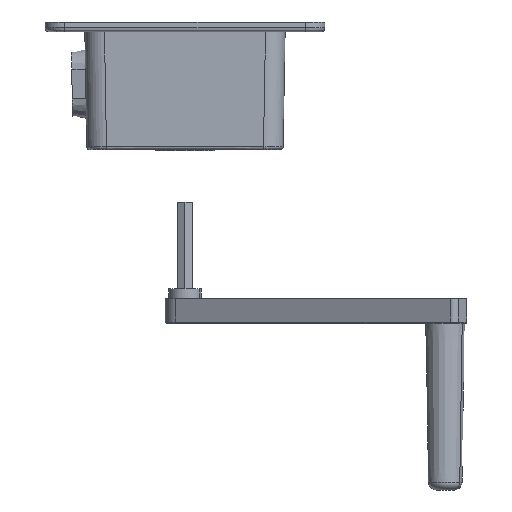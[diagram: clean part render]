
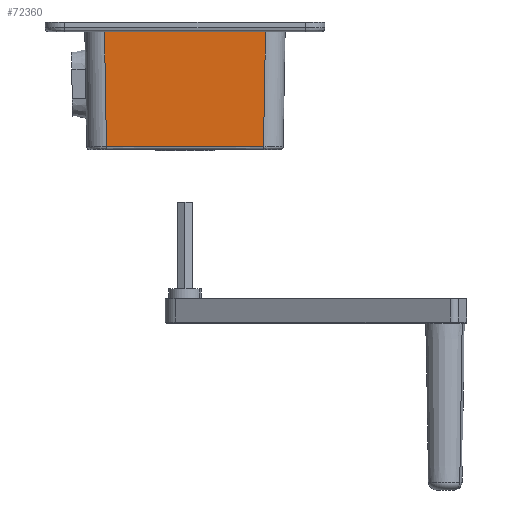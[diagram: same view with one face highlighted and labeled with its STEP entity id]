
A CAD part, left-side view. The second image highlights one B-rep face of the part: STEP entity #72360.
In plain terms, the highlighted face is planar.
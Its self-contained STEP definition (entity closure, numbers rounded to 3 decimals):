
#27510=CARTESIAN_POINT('',(44.,41.002,0.));
#27520=VERTEX_POINT('',#27510);
#28040=CARTESIAN_POINT('',(44.,-41.002,0.));
#28050=VERTEX_POINT('',#28040);
#28080=CARTESIAN_POINT('',(44.,0.,0.));
#28090=DIRECTION('',(0.,1.,0.));
#28100=VECTOR('',#28090,1.);
#28110=LINE('',#28080,#28100);
#28120=EDGE_CURVE('',#28050,#27520,#28110,.T.);
#72060=CARTESIAN_POINT('',(44.,51.,0.));
#72070=DIRECTION('',(1.,0.,0.017));
#72080=DIRECTION('',(0.,-1.,0.));
#72090=AXIS2_PLACEMENT_3D('',#72060,#72070,#72080);
#72100=PLANE('',#72090);
#72110=CARTESIAN_POINT('',(43.997,40.998,
0.175));
#72120=DIRECTION('',(0.017,0.017,
-1.));
#72130=VECTOR('',#72120,1.);
#72140=LINE('',#72110,#72130);
#72150=CARTESIAN_POINT('',(42.978,39.98,
58.526));
#72160=VERTEX_POINT('',#72150);
#72170=EDGE_CURVE('',#72160,#27520,#72140,.T.);
#72180=ORIENTED_EDGE('',*,*,#72170,.F.);
#72190=ORIENTED_EDGE('',*,*,#28120,.T.);
#72200=CARTESIAN_POINT('',(43.997,-40.998,
0.175));
#72210=DIRECTION('',(0.017,-0.017,
-1.));
#72220=VECTOR('',#72210,1.);
#72230=LINE('',#72200,#72220);
#72240=CARTESIAN_POINT('',(42.978,-39.98,
58.526));
#72250=VERTEX_POINT('',#72240);
#72260=EDGE_CURVE('',#72250,#28050,#72230,.T.);
#72270=ORIENTED_EDGE('',*,*,#72260,.T.);
#72280=CARTESIAN_POINT('',(42.978,0.,58.526));
#72290=DIRECTION('',(0.,-1.,0.));
#72300=VECTOR('',#72290,1.);
#72310=LINE('',#72280,#72300);
#72320=EDGE_CURVE('',#72160,#72250,#72310,.T.);
#72330=ORIENTED_EDGE('',*,*,#72320,.T.);
#72340=EDGE_LOOP('',(#72330,#72270,#72190,#72180));
#72350=FACE_OUTER_BOUND('',#72340,.T.);
#72360=ADVANCED_FACE('',(#72350),#72100,.T.);
